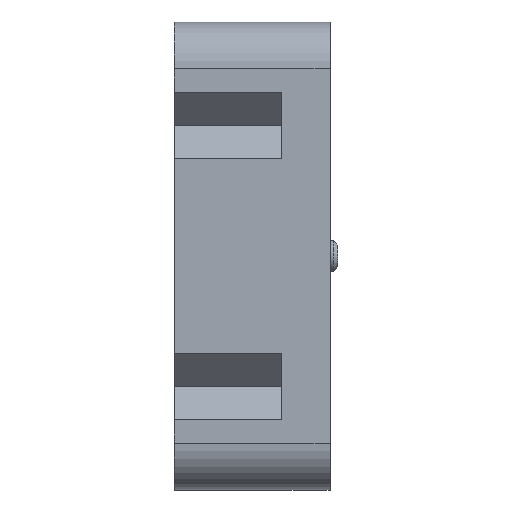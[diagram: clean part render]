
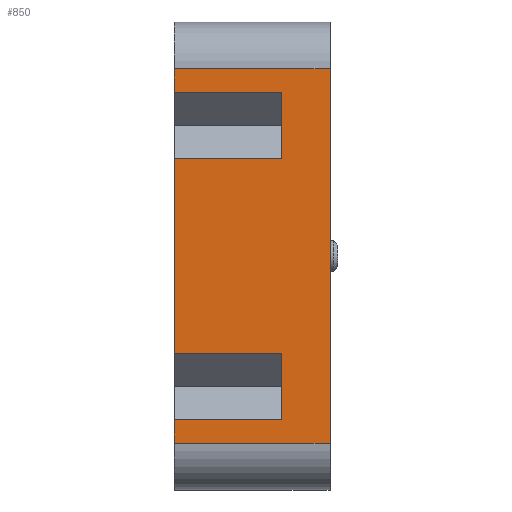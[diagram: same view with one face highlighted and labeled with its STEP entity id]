
A CAD part, left-side view. The second image highlights one B-rep face of the part: STEP entity #850.
In plain terms, the highlighted face is planar.
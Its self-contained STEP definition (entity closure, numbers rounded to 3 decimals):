
#157 = DIRECTION ( 'NONE',  ( 0., -1., 0. ) ) ;
#190 = VECTOR ( 'NONE', #10996, 1000. ) ;
#530 = ORIENTED_EDGE ( 'NONE', *, *, #17286, .T. ) ;
#576 = CARTESIAN_POINT ( 'NONE',  ( 15., 6.9, 6.25 ) ) ;
#850 = ADVANCED_FACE ( 'NONE', ( #9667 ), #9576, .F. ) ;
#936 = EDGE_CURVE ( 'NONE', #9099, #9832, #13278, .T. ) ;
#1388 = DIRECTION ( 'NONE',  ( 0., -1., 0. ) ) ;
#1622 = ORIENTED_EDGE ( 'NONE', *, *, #17755, .T. ) ;
#1643 = CARTESIAN_POINT ( 'NONE',  ( 15., 6.9, -6.25 ) ) ;
#2175 = DIRECTION ( 'NONE',  ( 0., 0., 1. ) ) ;
#2190 = ORIENTED_EDGE ( 'NONE', *, *, #4931, .T. ) ;
#2238 = VECTOR ( 'NONE', #5614, 1000. ) ;
#2250 = EDGE_CURVE ( 'NONE', #12181, #6883, #15981, .T. ) ;
#2923 = CARTESIAN_POINT ( 'NONE',  ( 15., 14.743, -6.25 ) ) ;
#2935 = VECTOR ( 'NONE', #1388, 1000. ) ;
#3077 = DIRECTION ( 'NONE',  ( 0., 0., -1. ) ) ;
#3285 = ORIENTED_EDGE ( 'NONE', *, *, #4272, .T. ) ;
#3341 = VERTEX_POINT ( 'NONE', #15713 ) ;
#3485 = LINE ( 'NONE', #7504, #9775 ) ;
#3748 = VECTOR ( 'NONE', #15997, 1000. ) ;
#3819 = CARTESIAN_POINT ( 'NONE',  ( 15., 0., 15. ) ) ;
#4187 = CARTESIAN_POINT ( 'NONE',  ( 15., 10., -12. ) ) ;
#4242 = VECTOR ( 'NONE', #10048, 1000. ) ;
#4272 = EDGE_CURVE ( 'NONE', #17280, #5399, #13697, .T. ) ;
#4283 = VECTOR ( 'NONE', #9110, 1000. ) ;
#4352 = CARTESIAN_POINT ( 'NONE',  ( 15., 14.743, 6.25 ) ) ;
#4480 = CARTESIAN_POINT ( 'NONE',  ( 15., 0., -10.493 ) ) ;
#4931 = EDGE_CURVE ( 'NONE', #14541, #10441, #11910, .T. ) ;
#4955 = CARTESIAN_POINT ( 'NONE',  ( 15., 10., -12. ) ) ;
#4992 = ORIENTED_EDGE ( 'NONE', *, *, #936, .F. ) ;
#5165 = CARTESIAN_POINT ( 'NONE',  ( 15., 10., 15. ) ) ;
#5399 = VERTEX_POINT ( 'NONE', #12531 ) ;
#5543 = DIRECTION ( 'NONE',  ( 0., 0., 1. ) ) ;
#5613 = VECTOR ( 'NONE', #7373, 1000. ) ;
#5614 = DIRECTION ( 'NONE',  ( 0., 1., 0. ) ) ;
#5782 = EDGE_CURVE ( 'NONE', #14541, #3341, #9722, .T. ) ;
#5797 = LINE ( 'NONE', #15982, #11253 ) ;
#5903 = CARTESIAN_POINT ( 'NONE',  ( 15., 6.9, -6.25 ) ) ;
#6034 = CARTESIAN_POINT ( 'NONE',  ( 15., 14.743, 10.493 ) ) ;
#6116 = ORIENTED_EDGE ( 'NONE', *, *, #9511, .F. ) ;
#6687 = ORIENTED_EDGE ( 'NONE', *, *, #2250, .T. ) ;
#6819 = ORIENTED_EDGE ( 'NONE', *, *, #5782, .F. ) ;
#6883 = VERTEX_POINT ( 'NONE', #4955 ) ;
#6908 = LINE ( 'NONE', #8339, #4242 ) ;
#6948 = CARTESIAN_POINT ( 'NONE',  ( 15., 6.9, -10.493 ) ) ;
#6990 = DIRECTION ( 'NONE',  ( -1., 0., 0. ) ) ;
#7113 = VECTOR ( 'NONE', #3077, 1000. ) ;
#7362 = CARTESIAN_POINT ( 'NONE',  ( 15., 0., -6.25 ) ) ;
#7373 = DIRECTION ( 'NONE',  ( 0., -1., 0. ) ) ;
#7504 = CARTESIAN_POINT ( 'NONE',  ( 15., 14.743, -10.493 ) ) ;
#8086 = VECTOR ( 'NONE', #2175, 1000. ) ;
#8339 = CARTESIAN_POINT ( 'NONE',  ( 15., 0., 15. ) ) ;
#8399 = EDGE_CURVE ( 'NONE', #14165, #9099, #12081, .T. ) ;
#9099 = VERTEX_POINT ( 'NONE', #5903 ) ;
#9110 = DIRECTION ( 'NONE',  ( 0., 0., 1. ) ) ;
#9334 = DIRECTION ( 'NONE',  ( 0., -1., 0. ) ) ;
#9511 = EDGE_CURVE ( 'NONE', #16549, #6883, #16225, .T. ) ;
#9576 = PLANE ( 'NONE',  #10285 ) ;
#9667 = FACE_OUTER_BOUND ( 'NONE', #15622, .T. ) ;
#9722 = LINE ( 'NONE', #15511, #8086 ) ;
#9775 = VECTOR ( 'NONE', #9334, 1000. ) ;
#9832 = VERTEX_POINT ( 'NONE', #7362 ) ;
#10034 = LINE ( 'NONE', #14557, #3748 ) ;
#10048 = DIRECTION ( 'NONE',  ( 0., 0., -1. ) ) ;
#10092 = EDGE_CURVE ( 'NONE', #16549, #17280, #10034, .T. ) ;
#10285 = AXIS2_PLACEMENT_3D ( 'NONE', #5165, #6990, #5543 ) ;
#10402 = DIRECTION ( 'NONE',  ( 0., 0., -1. ) ) ;
#10441 = VERTEX_POINT ( 'NONE', #12881 ) ;
#10736 = CARTESIAN_POINT ( 'NONE',  ( 15., 10., 12. ) ) ;
#10996 = DIRECTION ( 'NONE',  ( 0., 0., -1. ) ) ;
#11253 = VECTOR ( 'NONE', #10402, 1000. ) ;
#11910 = LINE ( 'NONE', #4352, #2935 ) ;
#12003 = ORIENTED_EDGE ( 'NONE', *, *, #16404, .F. ) ;
#12081 = LINE ( 'NONE', #1643, #4283 ) ;
#12181 = VERTEX_POINT ( 'NONE', #12771 ) ;
#12531 = CARTESIAN_POINT ( 'NONE',  ( 15., 0., 10.493 ) ) ;
#12648 = VERTEX_POINT ( 'NONE', #4480 ) ;
#12771 = CARTESIAN_POINT ( 'NONE',  ( 15., 0., -12. ) ) ;
#12881 = CARTESIAN_POINT ( 'NONE',  ( 15., 0., 6.25 ) ) ;
#13278 = LINE ( 'NONE', #2923, #14292 ) ;
#13371 = CARTESIAN_POINT ( 'NONE',  ( 15., 0., 12. ) ) ;
#13697 = LINE ( 'NONE', #3819, #190 ) ;
#14165 = VERTEX_POINT ( 'NONE', #6948 ) ;
#14292 = VECTOR ( 'NONE', #157, 1000. ) ;
#14541 = VERTEX_POINT ( 'NONE', #576 ) ;
#14557 = CARTESIAN_POINT ( 'NONE',  ( 15., 10., 12. ) ) ;
#14778 = LINE ( 'NONE', #6034, #5613 ) ;
#15511 = CARTESIAN_POINT ( 'NONE',  ( 15., 6.9, 6.25 ) ) ;
#15622 = EDGE_LOOP ( 'NONE', ( #12003, #6819, #2190, #1622, #4992, #15811, #15843, #530, #6687, #6116, #15652, #3285 ) ) ;
#15652 = ORIENTED_EDGE ( 'NONE', *, *, #10092, .T. ) ;
#15713 = CARTESIAN_POINT ( 'NONE',  ( 15., 6.9, 10.493 ) ) ;
#15811 = ORIENTED_EDGE ( 'NONE', *, *, #8399, .F. ) ;
#15843 = ORIENTED_EDGE ( 'NONE', *, *, #18666, .T. ) ;
#15981 = LINE ( 'NONE', #4187, #2238 ) ;
#15982 = CARTESIAN_POINT ( 'NONE',  ( 15., 0., 15. ) ) ;
#15997 = DIRECTION ( 'NONE',  ( 0., -1., 0. ) ) ;
#16225 = LINE ( 'NONE', #17963, #7113 ) ;
#16404 = EDGE_CURVE ( 'NONE', #3341, #5399, #14778, .T. ) ;
#16549 = VERTEX_POINT ( 'NONE', #10736 ) ;
#17280 = VERTEX_POINT ( 'NONE', #13371 ) ;
#17286 = EDGE_CURVE ( 'NONE', #12648, #12181, #5797, .T. ) ;
#17755 = EDGE_CURVE ( 'NONE', #10441, #9832, #6908, .T. ) ;
#17963 = CARTESIAN_POINT ( 'NONE',  ( 15., 10., 15. ) ) ;
#18666 = EDGE_CURVE ( 'NONE', #14165, #12648, #3485, .T. ) ;
